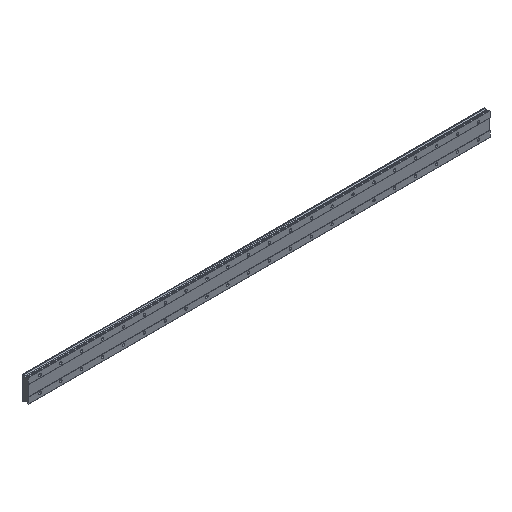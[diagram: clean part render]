
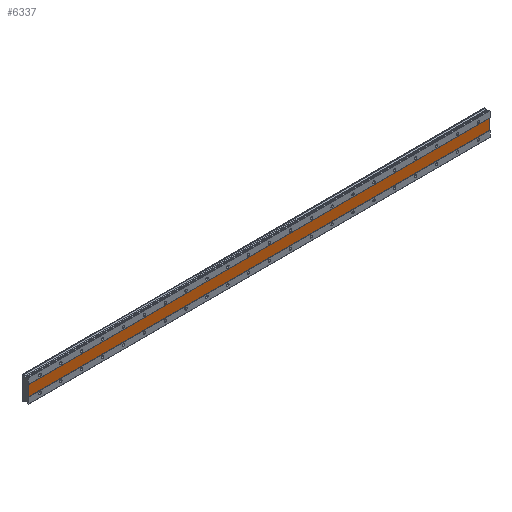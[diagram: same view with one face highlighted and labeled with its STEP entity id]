
A CAD part, isometric view. The second image highlights one B-rep face of the part: STEP entity #6337.
In plain terms, the highlighted planar face has unit normal (0, -1, 0).
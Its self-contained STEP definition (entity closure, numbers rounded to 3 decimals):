
#61 = VERTEX_POINT ( 'NONE', #3881 ) ;
#256 = LINE ( 'NONE', #1469, #4119 ) ;
#422 = CARTESIAN_POINT ( 'NONE',  ( 1725., 1., 20. ) ) ;
#561 = VECTOR ( 'NONE', #3391, 1000. ) ;
#661 = VERTEX_POINT ( 'NONE', #2908 ) ;
#843 = EDGE_CURVE ( 'NONE', #61, #2376, #3292, .T. ) ;
#1256 = FACE_OUTER_BOUND ( 'NONE', #7597, .T. ) ;
#1469 = CARTESIAN_POINT ( 'NONE',  ( 1725., 1., -20. ) ) ;
#2376 = VERTEX_POINT ( 'NONE', #422 ) ;
#2491 = PLANE ( 'NONE',  #2703 ) ;
#2562 = VERTEX_POINT ( 'NONE', #4743 ) ;
#2686 = CARTESIAN_POINT ( 'NONE',  ( 1725., 1., 20. ) ) ;
#2703 = AXIS2_PLACEMENT_3D ( 'NONE', #4953, #6628, #5430 ) ;
#2908 = CARTESIAN_POINT ( 'NONE',  ( 1725., 1., -20. ) ) ;
#3151 = ORIENTED_EDGE ( 'NONE', *, *, #6354, .F. ) ;
#3292 = LINE ( 'NONE', #2686, #7812 ) ;
#3391 = DIRECTION ( 'NONE',  ( 0., 0., -1. ) ) ;
#3855 = VECTOR ( 'NONE', #3913, 1000. ) ;
#3881 = CARTESIAN_POINT ( 'NONE',  ( -45., 1., 20. ) ) ;
#3913 = DIRECTION ( 'NONE',  ( 0., 0., 1. ) ) ;
#4119 = VECTOR ( 'NONE', #5159, 1000. ) ;
#4196 = EDGE_CURVE ( 'NONE', #2376, #661, #6432, .T. ) ;
#4743 = CARTESIAN_POINT ( 'NONE',  ( -45., 1., -20. ) ) ;
#4851 = ORIENTED_EDGE ( 'NONE', *, *, #4196, .F. ) ;
#4953 = CARTESIAN_POINT ( 'NONE',  ( 1725., 1., 20. ) ) ;
#5064 = EDGE_CURVE ( 'NONE', #2562, #61, #7110, .T. ) ;
#5138 = DIRECTION ( 'NONE',  ( 1., 0., 0. ) ) ;
#5159 = DIRECTION ( 'NONE',  ( -1., 0., 0. ) ) ;
#5303 = CARTESIAN_POINT ( 'NONE',  ( -45., 1., 20. ) ) ;
#5430 = DIRECTION ( 'NONE',  ( 0., 0., 1. ) ) ;
#5688 = ORIENTED_EDGE ( 'NONE', *, *, #843, .F. ) ;
#5780 = CARTESIAN_POINT ( 'NONE',  ( 1725., 1., 20. ) ) ;
#6337 = ADVANCED_FACE ( 'NONE', ( #1256 ), #2491, .F. ) ;
#6354 = EDGE_CURVE ( 'NONE', #661, #2562, #256, .T. ) ;
#6432 = LINE ( 'NONE', #5780, #561 ) ;
#6628 = DIRECTION ( 'NONE',  ( 0., 1., 0. ) ) ;
#6821 = ORIENTED_EDGE ( 'NONE', *, *, #5064, .F. ) ;
#7110 = LINE ( 'NONE', #5303, #3855 ) ;
#7597 = EDGE_LOOP ( 'NONE', ( #3151, #4851, #5688, #6821 ) ) ;
#7812 = VECTOR ( 'NONE', #5138, 1000. ) ;
